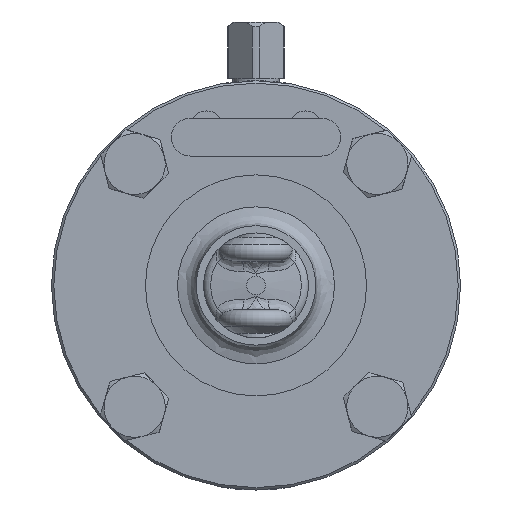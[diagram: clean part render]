
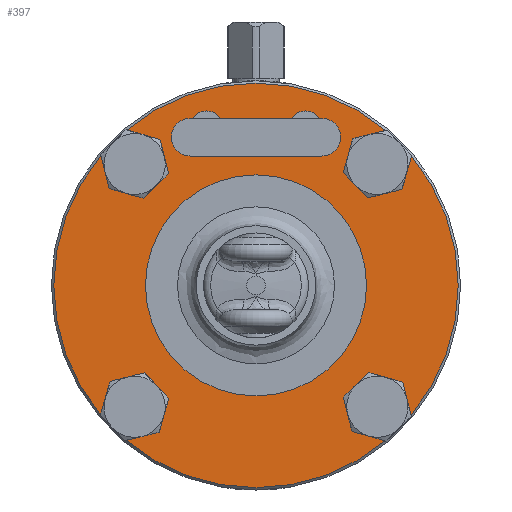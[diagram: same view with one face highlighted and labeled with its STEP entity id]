
A CAD part, left-side view. The second image highlights one B-rep face of the part: STEP entity #397.
In plain terms, the highlighted planar face has unit normal (-1, 0, 0).
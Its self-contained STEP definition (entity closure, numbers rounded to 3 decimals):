
#73=CARTESIAN_POINT('',(-10.,-14.,35.5));
#74=VERTEX_POINT('',#73);
#75=CARTESIAN_POINT('',(-10.,-14.,27.5));
#76=VERTEX_POINT('',#75);
#77=CARTESIAN_POINT('',(-10.,-14.,31.5));
#78=DIRECTION('',(1.0,0.0,0.0));
#79=DIRECTION('',(0.0,0.0,-1.0));
#80=AXIS2_PLACEMENT_3D('',#77,#78,#79);
#81=CIRCLE('',#80,4.);
#82=EDGE_CURVE('',#74,#76,#81,.T.);
#115=CARTESIAN_POINT('',(-10.,-13.493,35.5));
#116=VERTEX_POINT('',#115);
#117=CARTESIAN_POINT('',(-10.,-13.493,35.5));
#118=DIRECTION('',(0.0,-1.0,0.0));
#119=VECTOR('',#118,0.507);
#120=LINE('',#117,#119);
#121=EDGE_CURVE('',#116,#74,#120,.T.);
#139=CARTESIAN_POINT('',(-10.,-7.507,35.5));
#140=VERTEX_POINT('',#139);
#147=CARTESIAN_POINT('',(-10.,7.507,35.5));
#148=VERTEX_POINT('',#147);
#149=CARTESIAN_POINT('',(-10.,7.507,35.5));
#150=DIRECTION('',(0.0,-1.0,0.0));
#151=VECTOR('',#150,15.013);
#152=LINE('',#149,#151);
#153=EDGE_CURVE('',#148,#140,#152,.T.);
#171=CARTESIAN_POINT('',(-10.,13.493,35.5));
#172=VERTEX_POINT('',#171);
#179=CARTESIAN_POINT('',(-10.,14.,35.5));
#180=VERTEX_POINT('',#179);
#181=CARTESIAN_POINT('',(-10.,14.,35.5));
#182=DIRECTION('',(0.0,-1.0,0.0));
#183=VECTOR('',#182,0.507);
#184=LINE('',#181,#183);
#185=EDGE_CURVE('',#180,#172,#184,.T.);
#242=CARTESIAN_POINT('',(-10.,14.,27.5));
#243=VERTEX_POINT('',#242);
#244=CARTESIAN_POINT('',(-10.,14.,31.5));
#245=DIRECTION('',(1.0,0.0,0.0));
#246=DIRECTION('',(0.0,0.0,1.0));
#247=AXIS2_PLACEMENT_3D('',#244,#245,#246);
#248=CIRCLE('',#247,4.);
#249=EDGE_CURVE('',#243,#180,#248,.T.);
#275=CARTESIAN_POINT('',(-10.,-14.0,27.5));
#276=DIRECTION('',(0.0,1.0,0.0));
#277=VECTOR('',#276,28.);
#278=LINE('',#275,#277);
#279=EDGE_CURVE('',#76,#243,#278,.T.);
#304=CARTESIAN_POINT('',(-10.,-33.25,0.0));
#305=DIRECTION('',(-1.0,0.0,0.0));
#306=DIRECTION('',(0.0,0.0,-1.0));
#307=AXIS2_PLACEMENT_3D('',#304,#305,#306);
#308=PLANE('',#307);
#309=CARTESIAN_POINT('',(-10.,-43.,0.0));
#310=VERTEX_POINT('',#309);
#311=CARTESIAN_POINT('',(-10.,0.0,0.0));
#312=DIRECTION('',(-1.0,0.0,0.0));
#313=DIRECTION('',(0.0,-1.0,0.0));
#314=AXIS2_PLACEMENT_3D('',#311,#312,#313);
#315=CIRCLE('',#314,43.);
#316=EDGE_CURVE('',#310,#310,#315,.T.);
#317=ORIENTED_EDGE('',*,*,#316,.T.);
#318=EDGE_LOOP('',(#317));
#319=FACE_OUTER_BOUND('',#318,.T.);
#320=CARTESIAN_POINT('',(-10.,-23.5,0.0));
#321=VERTEX_POINT('',#320);
#322=CARTESIAN_POINT('',(-10.,0.0,0.0));
#323=DIRECTION('',(-1.0,0.0,0.0));
#324=DIRECTION('',(0.0,-1.0,0.0));
#325=AXIS2_PLACEMENT_3D('',#322,#323,#324);
#326=CIRCLE('',#325,23.5);
#327=EDGE_CURVE('',#321,#321,#326,.T.);
#328=ORIENTED_EDGE('',*,*,#327,.F.);
#329=EDGE_LOOP('',(#328));
#330=FACE_BOUND('',#329,.T.);
#331=ORIENTED_EDGE('',*,*,#121,.T.);
#332=ORIENTED_EDGE('',*,*,#82,.T.);
#333=ORIENTED_EDGE('',*,*,#279,.T.);
#334=ORIENTED_EDGE('',*,*,#249,.T.);
#335=ORIENTED_EDGE('',*,*,#185,.T.);
#336=CARTESIAN_POINT('',(-10.0,10.5,33.5));
#337=DIRECTION('',(1.0,0.0,0.0));
#338=DIRECTION('',(0.0,0.0,-1.0));
#339=AXIS2_PLACEMENT_3D('',#336,#337,#338);
#340=CIRCLE('',#339,3.6);
#341=EDGE_CURVE('',#172,#148,#340,.T.);
#342=ORIENTED_EDGE('',*,*,#341,.T.);
#343=ORIENTED_EDGE('',*,*,#153,.T.);
#344=CARTESIAN_POINT('',(-10.0,-10.5,33.5));
#345=DIRECTION('',(1.0,0.0,0.0));
#346=DIRECTION('',(0.0,0.0,-1.0));
#347=AXIS2_PLACEMENT_3D('',#344,#345,#346);
#348=CIRCLE('',#347,3.6);
#349=EDGE_CURVE('',#140,#116,#348,.T.);
#350=ORIENTED_EDGE('',*,*,#349,.T.);
#351=EDGE_LOOP('',(#331,#332,#333,#334,#335,#342,#343,#350));
#352=FACE_BOUND('',#351,.T.);
#353=CARTESIAN_POINT('',(-10.,-20.28,24.427));
#354=VERTEX_POINT('',#353);
#355=CARTESIAN_POINT('',(-10.,-25.809,25.809));
#356=DIRECTION('',(1.,0.0,0.0));
#357=DIRECTION('',(0.0,0.97,-0.243));
#358=AXIS2_PLACEMENT_3D('',#355,#356,#357);
#359=CIRCLE('',#358,5.7);
#360=EDGE_CURVE('',#354,#354,#359,.T.);
#361=ORIENTED_EDGE('',*,*,#360,.T.);
#362=EDGE_LOOP('',(#361));
#363=FACE_BOUND('',#362,.T.);
#364=CARTESIAN_POINT('',(-10.,24.427,20.28));
#365=VERTEX_POINT('',#364);
#366=CARTESIAN_POINT('',(-10.,25.809,25.809));
#367=DIRECTION('',(1.,0.0,0.0));
#368=DIRECTION('',(0.0,-0.243,-0.97));
#369=AXIS2_PLACEMENT_3D('',#366,#367,#368);
#370=CIRCLE('',#369,5.7);
#371=EDGE_CURVE('',#365,#365,#370,.T.);
#372=ORIENTED_EDGE('',*,*,#371,.T.);
#373=EDGE_LOOP('',(#372));
#374=FACE_BOUND('',#373,.T.);
#375=CARTESIAN_POINT('',(-10.,20.28,-24.427));
#376=VERTEX_POINT('',#375);
#377=CARTESIAN_POINT('',(-10.,25.809,-25.809));
#378=DIRECTION('',(1.,0.0,0.0));
#379=DIRECTION('',(0.0,-0.97,0.243));
#380=AXIS2_PLACEMENT_3D('',#377,#378,#379);
#381=CIRCLE('',#380,5.7);
#382=EDGE_CURVE('',#376,#376,#381,.T.);
#383=ORIENTED_EDGE('',*,*,#382,.T.);
#384=EDGE_LOOP('',(#383));
#385=FACE_BOUND('',#384,.T.);
#386=CARTESIAN_POINT('',(-10.,-24.427,-20.28));
#387=VERTEX_POINT('',#386);
#388=CARTESIAN_POINT('',(-10.,-25.809,-25.809));
#389=DIRECTION('',(1.,0.0,0.0));
#390=DIRECTION('',(0.0,0.243,0.97));
#391=AXIS2_PLACEMENT_3D('',#388,#389,#390);
#392=CIRCLE('',#391,5.7);
#393=EDGE_CURVE('',#387,#387,#392,.T.);
#394=ORIENTED_EDGE('',*,*,#393,.T.);
#395=EDGE_LOOP('',(#394));
#396=FACE_BOUND('',#395,.T.);
#397=ADVANCED_FACE('',(#319,#330,#352,#363,#374,#385,#396),#308,.T.);
